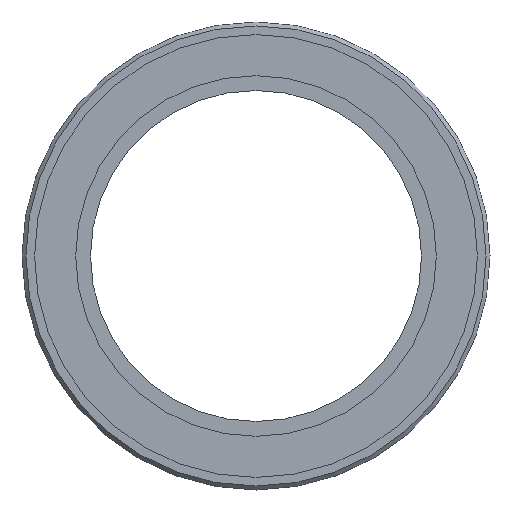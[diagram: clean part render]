
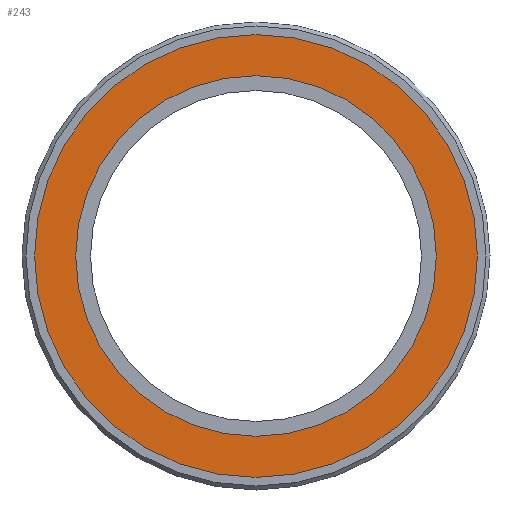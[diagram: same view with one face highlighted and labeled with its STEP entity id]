
A CAD part, front view. The second image highlights one B-rep face of the part: STEP entity #243.
In plain terms, the highlighted planar face has unit normal (0, -1, 0).
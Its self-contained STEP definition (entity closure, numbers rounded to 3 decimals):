
#9 = EDGE_CURVE ( 'NONE', #333, #333, #72, .T. ) ;
#14 = CARTESIAN_POINT ( 'NONE',  ( 0., -9.7, 44.95 ) ) ;
#26 = EDGE_LOOP ( 'NONE', ( #123 ) ) ;
#29 = PLANE ( 'NONE',  #331 ) ;
#39 = DIRECTION ( 'NONE',  ( 0., -1., 0. ) ) ;
#47 = CARTESIAN_POINT ( 'NONE',  ( 0., -9.7, -36.6 ) ) ;
#51 = DIRECTION ( 'NONE',  ( 0., 1., 0. ) ) ;
#54 = CIRCLE ( 'NONE', #120, 44.95 ) ;
#60 = FACE_BOUND ( 'NONE', #26, .T. ) ;
#72 = CIRCLE ( 'NONE', #194, 36.6 ) ;
#120 = AXIS2_PLACEMENT_3D ( 'NONE', #156, #269, #183 ) ;
#123 = ORIENTED_EDGE ( 'NONE', *, *, #9, .T. ) ;
#156 = CARTESIAN_POINT ( 'NONE',  ( 0., -9.7, 0. ) ) ;
#183 = DIRECTION ( 'NONE',  ( 0., 0., 1. ) ) ;
#194 = AXIS2_PLACEMENT_3D ( 'NONE', #288, #51, #287 ) ;
#238 = CARTESIAN_POINT ( 'NONE',  ( 44.95, -9.7, 0. ) ) ;
#243 = ADVANCED_FACE ( 'NONE', ( #344, #60 ), #29, .T. ) ;
#256 = VERTEX_POINT ( 'NONE', #14 ) ;
#269 = DIRECTION ( 'NONE',  ( 0., 1., 0. ) ) ;
#283 = EDGE_CURVE ( 'NONE', #256, #256, #54, .T. ) ;
#287 = DIRECTION ( 'NONE',  ( 0., 0., -1. ) ) ;
#288 = CARTESIAN_POINT ( 'NONE',  ( 0., -9.7, 0. ) ) ;
#301 = EDGE_LOOP ( 'NONE', ( #362 ) ) ;
#331 = AXIS2_PLACEMENT_3D ( 'NONE', #238, #39, #354 ) ;
#333 = VERTEX_POINT ( 'NONE', #47 ) ;
#344 = FACE_OUTER_BOUND ( 'NONE', #301, .T. ) ;
#354 = DIRECTION ( 'NONE',  ( 0., 0., -1. ) ) ;
#362 = ORIENTED_EDGE ( 'NONE', *, *, #283, .F. ) ;
